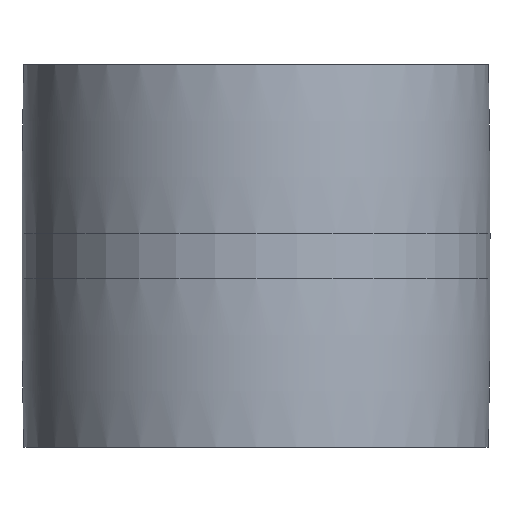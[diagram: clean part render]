
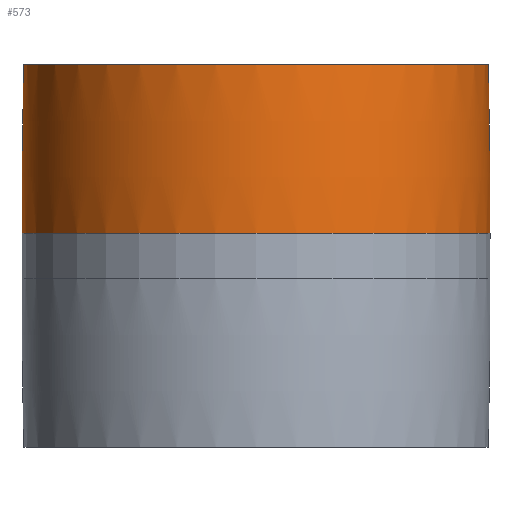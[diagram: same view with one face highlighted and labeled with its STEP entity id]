
A CAD part, front view. The second image highlights one B-rep face of the part: STEP entity #573.
In plain terms, the highlighted toroidal (fillet/blend) face has major radius 4241.93 mm and minor radius 4371.62 mm.
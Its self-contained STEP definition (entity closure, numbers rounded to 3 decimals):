
#19 = CARTESIAN_POINT ( 'NONE',  ( -4241.925, 0., 12.5 ) ) ;
#98 = VERTEX_POINT ( 'NONE', #857 ) ;
#105 = EDGE_CURVE ( 'NONE', #191, #712, #247, .T. ) ;
#106 = CARTESIAN_POINT ( 'NONE',  ( 0., 0., 12.5 ) ) ;
#150 = EDGE_CURVE ( 'NONE', #191, #772, #370, .T. ) ;
#160 = DIRECTION ( 'NONE',  ( 0., 0., 1. ) ) ;
#168 = FACE_OUTER_BOUND ( 'NONE', #699, .T. ) ;
#183 = ORIENTED_EDGE ( 'NONE', *, *, #199, .T. ) ;
#191 = VERTEX_POINT ( 'NONE', #456 ) ;
#199 = EDGE_CURVE ( 'NONE', #772, #98, #570, .T. ) ;
#227 = DIRECTION ( 'NONE',  ( 0., -1., 0. ) ) ;
#247 = CIRCLE ( 'NONE', #690, 4371.625 ) ;
#262 = ORIENTED_EDGE ( 'NONE', *, *, #273, .F. ) ;
#273 = EDGE_CURVE ( 'NONE', #712, #98, #524, .T. ) ;
#350 = AXIS2_PLACEMENT_3D ( 'NONE', #106, #160, #669 ) ;
#370 = CIRCLE ( 'NONE', #819, 129.7 ) ;
#387 = DIRECTION ( 'NONE',  ( 0., 0., -1. ) ) ;
#402 = ORIENTED_EDGE ( 'NONE', *, *, #150, .T. ) ;
#403 = AXIS2_PLACEMENT_3D ( 'NONE', #776, #409, #698 ) ;
#409 = DIRECTION ( 'NONE',  ( 0., 0., 1. ) ) ;
#426 = CARTESIAN_POINT ( 'NONE',  ( 129.7, 0., 12.5 ) ) ;
#453 = DIRECTION ( 'NONE',  ( 0., 0., 1. ) ) ;
#456 = CARTESIAN_POINT ( 'NONE',  ( -129.7, 0., 12.5 ) ) ;
#524 = CIRCLE ( 'NONE', #403, 128.7 ) ;
#559 = DIRECTION ( 'NONE',  ( 0., 1., 0. ) ) ;
#570 = CIRCLE ( 'NONE', #616, 4371.625 ) ;
#573 = ADVANCED_FACE ( 'NONE', ( #168 ), #680, .T. ) ;
#607 = CARTESIAN_POINT ( 'NONE',  ( 0., 0., 12.5 ) ) ;
#616 = AXIS2_PLACEMENT_3D ( 'NONE', #19, #227, #387 ) ;
#669 = DIRECTION ( 'NONE',  ( 1., 0., 0. ) ) ;
#680 = TOROIDAL_SURFACE ( 'NONE', #350, -4241.925, 4371.625 ) ;
#683 = CARTESIAN_POINT ( 'NONE',  ( 4241.925, 0., 12.5 ) ) ;
#690 = AXIS2_PLACEMENT_3D ( 'NONE', #683, #559, #782 ) ;
#698 = DIRECTION ( 'NONE',  ( 1., 0., 0. ) ) ;
#699 = EDGE_LOOP ( 'NONE', ( #911, #402, #183, #262 ) ) ;
#712 = VERTEX_POINT ( 'NONE', #756 ) ;
#734 = DIRECTION ( 'NONE',  ( 1., 0., 0. ) ) ;
#756 = CARTESIAN_POINT ( 'NONE',  ( -128.7, 0., 106. ) ) ;
#772 = VERTEX_POINT ( 'NONE', #426 ) ;
#776 = CARTESIAN_POINT ( 'NONE',  ( 0., 0., 106. ) ) ;
#782 = DIRECTION ( 'NONE',  ( -1., 0., 0. ) ) ;
#819 = AXIS2_PLACEMENT_3D ( 'NONE', #607, #453, #734 ) ;
#857 = CARTESIAN_POINT ( 'NONE',  ( 128.7, 0., 106. ) ) ;
#911 = ORIENTED_EDGE ( 'NONE', *, *, #105, .F. ) ;
